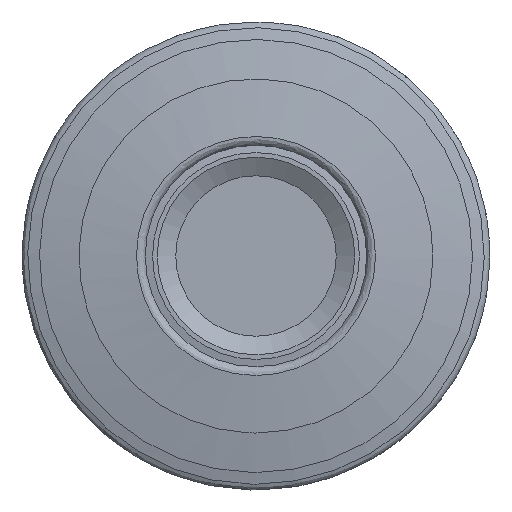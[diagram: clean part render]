
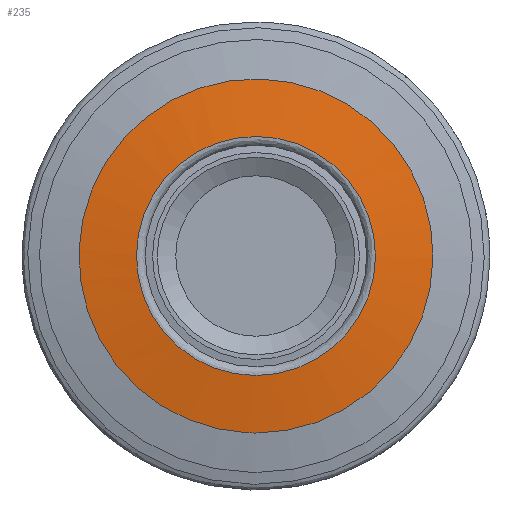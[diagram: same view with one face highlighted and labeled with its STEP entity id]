
A CAD part, left-side view. The second image highlights one B-rep face of the part: STEP entity #235.
In plain terms, the highlighted face is a revolution surface.
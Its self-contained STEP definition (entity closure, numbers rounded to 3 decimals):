
#39=LINE('',#880,#47);
#47=VECTOR('',#703,4.37);
#63=SURFACE_OF_REVOLUTION('',#39,#79);
#79=AXIS1_PLACEMENT('',#881,#704);
#196=FACE_BOUND('',#314,.T.);
#197=FACE_BOUND('',#315,.T.);
#235=ADVANCED_FACE('',(#196,#197),#63,.T.);
#314=EDGE_LOOP('',(#388));
#315=EDGE_LOOP('',(#389));
#388=ORIENTED_EDGE('',*,*,#449,.F.);
#389=ORIENTED_EDGE('',*,*,#463,.T.);
#412=VERTEX_POINT('',#773);
#426=VERTEX_POINT('',#871);
#449=EDGE_CURVE('',#412,#412,#486,.T.);
#463=EDGE_CURVE('',#426,#426,#500,.T.);
#486=CIRCLE('',#546,13.24);
#500=CIRCLE('',#560,8.937);
#546=AXIS2_PLACEMENT_3D('',#772,#651,#652);
#560=AXIS2_PLACEMENT_3D('',#870,#700,#701);
#651=DIRECTION('',(1.,0.,0.));
#652=DIRECTION('',(0.,0.,-1.));
#700=DIRECTION('',(1.,0.,0.));
#701=DIRECTION('',(0.,0.,-1.));
#703=DIRECTION('',(0.139,0.988,0.064));
#704=DIRECTION('',(1.,0.,0.));
#772=CARTESIAN_POINT('',(0.606,0.,0.));
#773=CARTESIAN_POINT('',(0.606,0.,-13.24));
#870=CARTESIAN_POINT('',(0.,0.,0.));
#871=CARTESIAN_POINT('',(0.,0.,-8.937));
#880=CARTESIAN_POINT('',(0.,8.917,-0.588));
#881=CARTESIAN_POINT('',(0.4,0.,0.));
